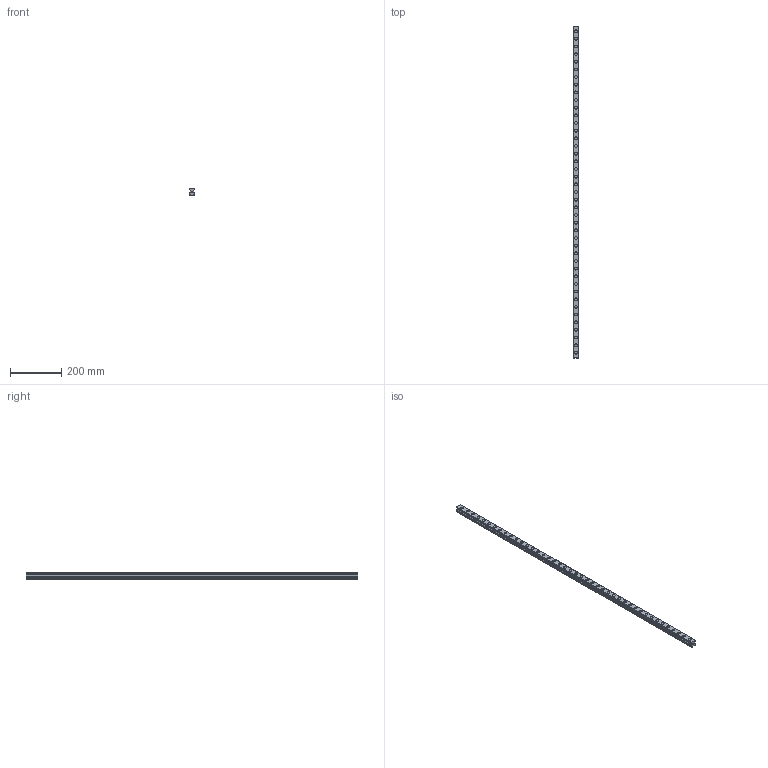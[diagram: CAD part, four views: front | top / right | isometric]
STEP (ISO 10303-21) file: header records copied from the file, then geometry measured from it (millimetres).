
FILE_DESCRIPTION(('STEP AP214'),'1');
FILE_NAME('cctmp_9A503A35-691B-4744-AC2A-51DA19DF9281_2021_03_11_09_43_21_0731..stp','2021-03-11T08:43:22',('HIWIN GmbH'),('CADClick - www.CADClick.com'),'Spatial InterOp 3D',' ','unknown authorization');
FILE_SCHEMA(('AUTOMOTIVE_DESIGN'));
Length unit declared in the file: millimetre
Products named in the file (1): RGR25R1300H_FILE
Bounding box: 23 x 1300 x 23.6 mm (x, y, z)
Volume: 521767.4 mm3; surface area: 161586 mm2
Topology: 1 solids, 1 shells, 504 faces, 1107 edges, 738 vertices
Faces by surface type: cylinder 276, plane 228
Entity records: 18139 total; most frequent: DIRECTION 2669, CARTESIAN_POINT 2350, ORIENTED_EDGE 2214, EDGE_CURVE 1107, AXIS2_PLACEMENT_3D 1057, VERTEX_POINT 738, EDGE_LOOP 637, LINE 555
